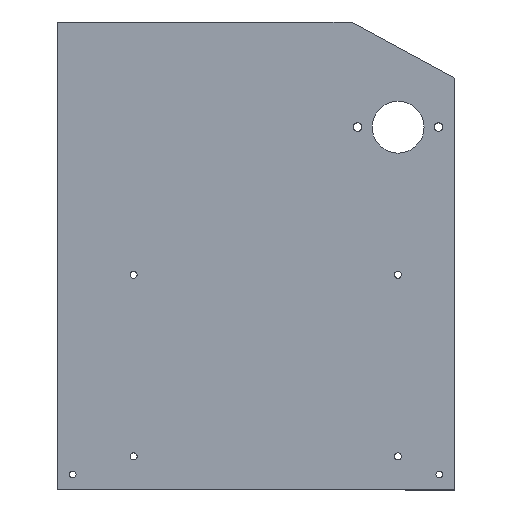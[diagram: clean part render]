
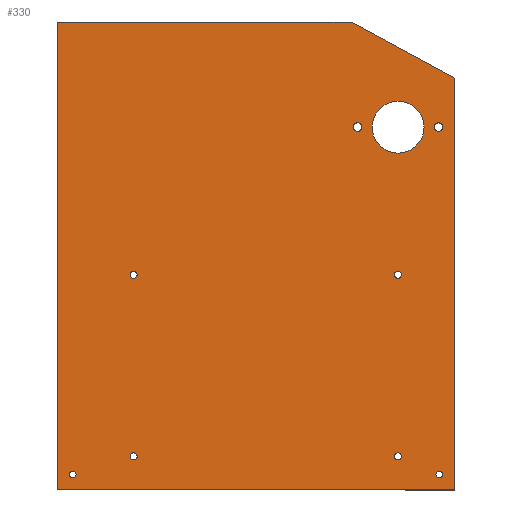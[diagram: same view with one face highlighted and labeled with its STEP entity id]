
A CAD part, top view. The second image highlights one B-rep face of the part: STEP entity #330.
In plain terms, the highlighted planar face has unit normal (0, 0, 1).
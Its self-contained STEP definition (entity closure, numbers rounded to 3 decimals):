
#24=FACE_BOUND('',#77,.T.);
#25=FACE_BOUND('',#78,.T.);
#26=FACE_BOUND('',#79,.T.);
#27=FACE_BOUND('',#80,.T.);
#28=FACE_BOUND('',#81,.T.);
#29=FACE_BOUND('',#82,.T.);
#30=FACE_BOUND('',#83,.T.);
#31=FACE_BOUND('',#84,.T.);
#32=FACE_BOUND('',#85,.T.);
#38=PLANE('',#384);
#51=FACE_OUTER_BOUND('',#76,.T.);
#76=EDGE_LOOP('',(#280,#281,#282,#283,#284));
#77=EDGE_LOOP('',(#285));
#78=EDGE_LOOP('',(#286));
#79=EDGE_LOOP('',(#287));
#80=EDGE_LOOP('',(#288));
#81=EDGE_LOOP('',(#289));
#82=EDGE_LOOP('',(#290));
#83=EDGE_LOOP('',(#291));
#84=EDGE_LOOP('',(#292));
#85=EDGE_LOOP('',(#293));
#95=LINE('',#520,#119);
#99=LINE('',#528,#123);
#106=LINE('',#552,#130);
#108=LINE('',#556,#132);
#110=LINE('',#559,#134);
#119=VECTOR('',#431,10.);
#123=VECTOR('',#437,10.);
#130=VECTOR('',#460,10.);
#132=VECTOR('',#464,10.);
#134=VECTOR('',#468,10.);
#139=CIRCLE('',#360,1.7);
#141=CIRCLE('',#363,1.7);
#143=CIRCLE('',#366,1.7);
#145=CIRCLE('',#369,1.7);
#147=CIRCLE('',#372,1.625);
#152=CIRCLE('',#381,1.625);
#153=CIRCLE('',#385,2.1);
#154=CIRCLE('',#386,2.1);
#155=CIRCLE('',#387,12.6);
#157=VERTEX_POINT('',#490);
#159=VERTEX_POINT('',#496);
#161=VERTEX_POINT('',#502);
#163=VERTEX_POINT('',#508);
#165=VERTEX_POINT('',#514);
#166=VERTEX_POINT('',#518);
#167=VERTEX_POINT('',#519);
#170=VERTEX_POINT('',#527);
#178=VERTEX_POINT('',#547);
#179=VERTEX_POINT('',#551);
#180=VERTEX_POINT('',#555);
#181=VERTEX_POINT('',#560);
#182=VERTEX_POINT('',#562);
#183=VERTEX_POINT('',#564);
#186=EDGE_CURVE('',#157,#157,#139,.T.);
#189=EDGE_CURVE('',#159,#159,#141,.T.);
#192=EDGE_CURVE('',#161,#161,#143,.T.);
#195=EDGE_CURVE('',#163,#163,#145,.T.);
#198=EDGE_CURVE('',#165,#165,#147,.T.);
#199=EDGE_CURVE('',#166,#167,#95,.T.);
#203=EDGE_CURVE('',#170,#166,#99,.T.);
#214=EDGE_CURVE('',#178,#178,#152,.T.);
#215=EDGE_CURVE('',#170,#179,#106,.T.);
#217=EDGE_CURVE('',#180,#179,#108,.T.);
#219=EDGE_CURVE('',#167,#180,#110,.T.);
#220=EDGE_CURVE('',#181,#181,#153,.T.);
#221=EDGE_CURVE('',#182,#182,#154,.T.);
#222=EDGE_CURVE('',#183,#183,#155,.T.);
#280=ORIENTED_EDGE('',*,*,#199,.T.);
#281=ORIENTED_EDGE('',*,*,#219,.T.);
#282=ORIENTED_EDGE('',*,*,#217,.T.);
#283=ORIENTED_EDGE('',*,*,#215,.F.);
#284=ORIENTED_EDGE('',*,*,#203,.T.);
#285=ORIENTED_EDGE('',*,*,#186,.T.);
#286=ORIENTED_EDGE('',*,*,#189,.T.);
#287=ORIENTED_EDGE('',*,*,#192,.T.);
#288=ORIENTED_EDGE('',*,*,#195,.T.);
#289=ORIENTED_EDGE('',*,*,#198,.T.);
#290=ORIENTED_EDGE('',*,*,#214,.T.);
#291=ORIENTED_EDGE('',*,*,#220,.T.);
#292=ORIENTED_EDGE('',*,*,#221,.T.);
#293=ORIENTED_EDGE('',*,*,#222,.T.);
#330=ADVANCED_FACE('',(#51,#24,#25,#26,#27,#28,#29,#30,#31,#32),#38,.T.);
#360=AXIS2_PLACEMENT_3D('',#492,#399,#400);
#363=AXIS2_PLACEMENT_3D('',#498,#406,#407);
#366=AXIS2_PLACEMENT_3D('',#504,#413,#414);
#369=AXIS2_PLACEMENT_3D('',#510,#420,#421);
#372=AXIS2_PLACEMENT_3D('',#516,#427,#428);
#381=AXIS2_PLACEMENT_3D('',#549,#456,#457);
#384=AXIS2_PLACEMENT_3D('',#558,#466,#467);
#385=AXIS2_PLACEMENT_3D('',#561,#469,#470);
#386=AXIS2_PLACEMENT_3D('',#563,#471,#472);
#387=AXIS2_PLACEMENT_3D('',#565,#473,#474);
#399=DIRECTION('center_axis',(0.,0.,-1.));
#400=DIRECTION('ref_axis',(-1.,0.,0.));
#406=DIRECTION('center_axis',(0.,0.,-1.));
#407=DIRECTION('ref_axis',(-1.,0.,0.));
#413=DIRECTION('center_axis',(0.,0.,-1.));
#414=DIRECTION('ref_axis',(-1.,0.,0.));
#420=DIRECTION('center_axis',(0.,0.,-1.));
#421=DIRECTION('ref_axis',(-1.,0.,0.));
#427=DIRECTION('center_axis',(0.,0.,-1.));
#428=DIRECTION('ref_axis',(-1.,0.,0.));
#431=DIRECTION('',(0.,1.,0.));
#437=DIRECTION('',(1.,0.,0.));
#456=DIRECTION('center_axis',(0.,0.,-1.));
#457=DIRECTION('ref_axis',(-1.,0.,0.));
#460=DIRECTION('',(0.,1.,0.));
#464=DIRECTION('',(-1.,0.,0.));
#466=DIRECTION('center_axis',(0.,0.,1.));
#467=DIRECTION('ref_axis',(1.,0.,0.));
#468=DIRECTION('',(-0.88,0.475,0.));
#469=DIRECTION('center_axis',(0.,0.,-1.));
#470=DIRECTION('ref_axis',(-1.,0.,0.));
#471=DIRECTION('center_axis',(0.,0.,-1.));
#472=DIRECTION('ref_axis',(-1.,0.,0.));
#473=DIRECTION('center_axis',(0.,0.,-1.));
#474=DIRECTION('ref_axis',(-1.,0.,0.));
#490=CARTESIAN_POINT('',(38.694,16.585,2.));
#492=CARTESIAN_POINT('Origin',(36.994,16.585,2.));
#496=CARTESIAN_POINT('',(166.694,16.585,2.));
#498=CARTESIAN_POINT('Origin',(164.994,16.585,2.));
#502=CARTESIAN_POINT('',(38.694,104.585,2.));
#504=CARTESIAN_POINT('Origin',(36.994,104.585,2.));
#508=CARTESIAN_POINT('',(166.694,104.585,2.));
#510=CARTESIAN_POINT('Origin',(164.994,104.585,2.));
#514=CARTESIAN_POINT('',(186.729,7.813,2.));
#516=CARTESIAN_POINT('Origin',(185.104,7.813,2.));
#518=CARTESIAN_POINT('',(192.604,0.313,2.));
#519=CARTESIAN_POINT('',(192.604,199.858,2.));
#520=CARTESIAN_POINT('',(192.604,64.407,2.));
#527=CARTESIAN_POINT('',(0.,0.313,2.));
#528=CARTESIAN_POINT('',(194.79,0.313,2.));
#547=CARTESIAN_POINT('',(9.125,7.813,2.));
#549=CARTESIAN_POINT('Origin',(7.5,7.813,2.));
#551=CARTESIAN_POINT('',(0.,227.,2.));
#552=CARTESIAN_POINT('',(0.,170.328,2.));
#555=CARTESIAN_POINT('',(142.344,227.,2.));
#556=CARTESIAN_POINT('',(380.,227.,2.));
#558=CARTESIAN_POINT('Origin',(190.,113.5,2.));
#559=CARTESIAN_POINT('',(184.519,204.224,2.));
#560=CARTESIAN_POINT('',(186.804,176.059,2.));
#561=CARTESIAN_POINT('Origin',(184.704,176.059,2.));
#562=CARTESIAN_POINT('',(147.604,176.059,2.));
#563=CARTESIAN_POINT('Origin',(145.504,176.059,2.));
#564=CARTESIAN_POINT('',(177.704,176.059,2.));
#565=CARTESIAN_POINT('Origin',(165.104,176.059,2.));
